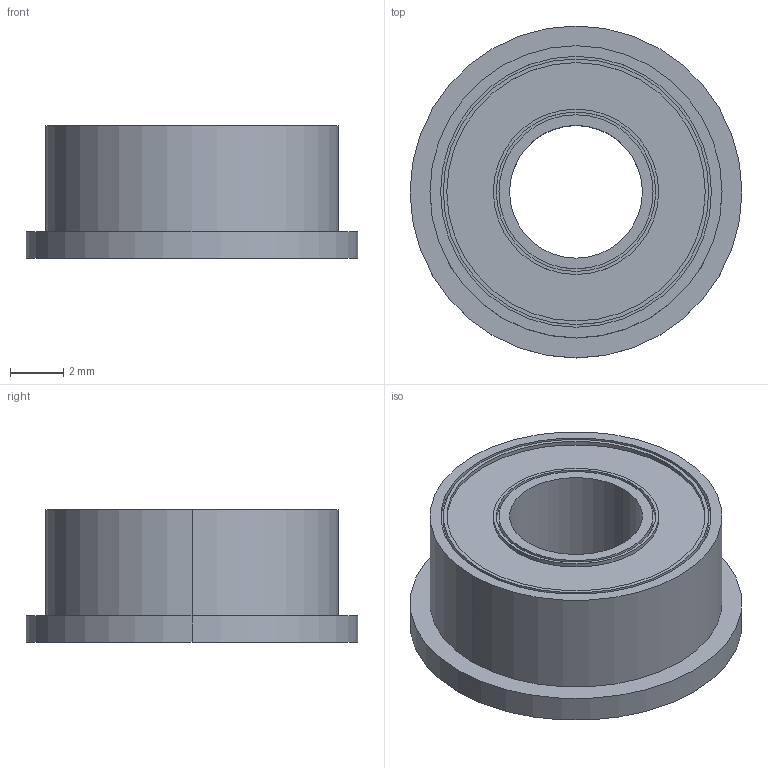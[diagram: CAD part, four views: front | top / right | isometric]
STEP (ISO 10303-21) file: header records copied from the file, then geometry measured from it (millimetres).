
FILE_DESCRIPTION (( 'STEP AP214' ), '1' );
FILE_NAME ('5X11X5-flange bearing.STEP', '2022-05-02T08:25:46', ( '' ), ( '' ), 'SwSTEP 2.0', 'SolidWorks 2021', '' );
FILE_SCHEMA (( 'AUTOMOTIVE_DESIGN' ));
Length unit declared in the file: millimetre
Products named in the file (1): 5X11X5-flange bearing
Bounding box: 12.5 x 12.5 x 5 mm (x, y, z)
Volume: 389.5 mm3; surface area: 517.5 mm2
Topology: 1 solids, 1 shells, 45 faces, 90 edges, 60 vertices
Faces by surface type: cylinder 30, plane 15
Entity records: 1242 total; most frequent: DIRECTION 242, CARTESIAN_POINT 196, ORIENTED_EDGE 180, AXIS2_PLACEMENT_3D 106, EDGE_CURVE 90, CIRCLE 60, VERTEX_POINT 60, EDGE_LOOP 60
